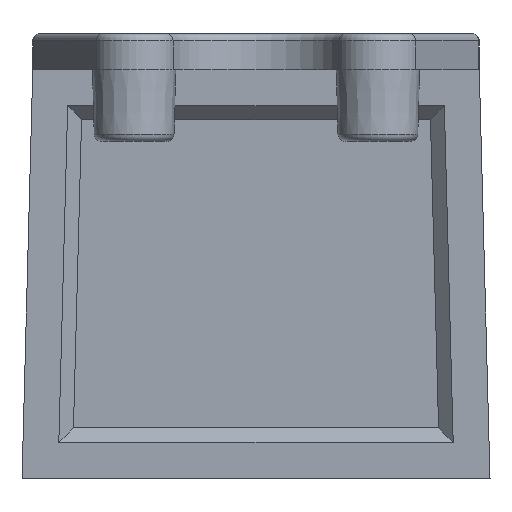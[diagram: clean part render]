
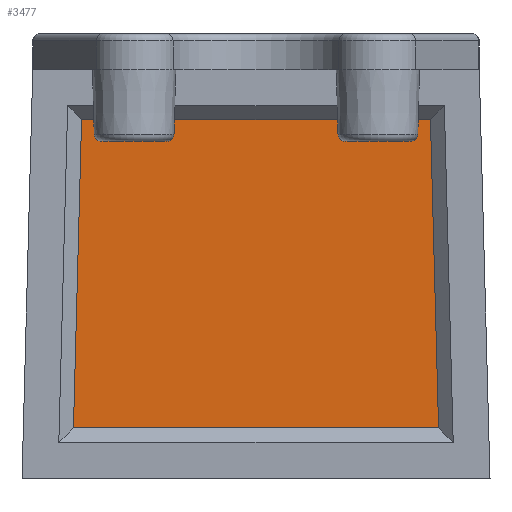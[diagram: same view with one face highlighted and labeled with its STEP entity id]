
A CAD part, front view. The second image highlights one B-rep face of the part: STEP entity #3477.
In plain terms, the highlighted planar face has unit normal (0, -1, -0.026).
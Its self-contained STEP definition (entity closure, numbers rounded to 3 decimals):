
#1403 = PLANE('',#1404);
#1404 = AXIS2_PLACEMENT_3D('',#1405,#1406,#1407);
#1405 = CARTESIAN_POINT('',(-26.262,-0.23,
    -6.003));
#1406 = DIRECTION('',(0.,-0.688,-0.725));
#1407 = DIRECTION('',(-1.,-0.,-0.));
#1457 = PLANE('',#1458);
#1458 = AXIS2_PLACEMENT_3D('',#1459,#1460,#1461);
#1459 = CARTESIAN_POINT('',(25.267,-0.255,
    -5.035));
#1460 = DIRECTION('',(-0.707,-0.706,
    -0.037));
#1461 = DIRECTION('',(-0.026,-0.026,
    0.999));
#1511 = PLANE('',#1512);
#1512 = AXIS2_PLACEMENT_3D('',#1513,#1514,#1515);
#1513 = CARTESIAN_POINT('',(27.498,0.948,-50.981
    ));
#1514 = DIRECTION('',(0.,-0.725,0.688));
#1515 = DIRECTION('',(1.,0.,0.));
#1563 = PLANE('',#1564);
#1564 = AXIS2_PLACEMENT_3D('',#1565,#1566,#1567);
#1565 = CARTESIAN_POINT('',(-26.504,0.974,
    -52.002));
#1566 = DIRECTION('',(0.707,-0.706,-0.037
    ));
#1567 = DIRECTION('',(-0.026,0.026,
    -0.999));
#2553 = VERTEX_POINT('',#2554);
#2554 = CARTESIAN_POINT('',(-24.324,0.791,
    -6.972));
#2577 = VERTEX_POINT('',#2578);
#2578 = CARTESIAN_POINT('',(24.324,0.791,
    -6.972));
#2599 = EDGE_CURVE('',#2553,#2577,#2600,.T.);
#2600 = SURFACE_CURVE('',#2601,(#2605,#2612),.PCURVE_S1.);
#2601 = LINE('',#2602,#2603);
#2602 = CARTESIAN_POINT('',(-26.262,0.791,
    -6.972));
#2603 = VECTOR('',#2604,1.);
#2604 = DIRECTION('',(1.,0.,0.));
#2605 = PCURVE('',#1403,#2606);
#2606 = DEFINITIONAL_REPRESENTATION('',(#2607),#2611);
#2607 = LINE('',#2608,#2609);
#2608 = CARTESIAN_POINT('',(-0.,1.407));
#2609 = VECTOR('',#2610,1.);
#2610 = DIRECTION('',(-1.,0.));
#2611 = ( GEOMETRIC_REPRESENTATION_CONTEXT(2) 
PARAMETRIC_REPRESENTATION_CONTEXT() REPRESENTATION_CONTEXT('2D SPACE',''
  ) );
#2612 = PCURVE('',#2613,#2618);
#2613 = PLANE('',#2614);
#2614 = AXIS2_PLACEMENT_3D('',#2615,#2616,#2617);
#2615 = CARTESIAN_POINT('',(0.,1.361,
    -28.754));
#2616 = DIRECTION('',(0.,1.,
    0.026));
#2617 = DIRECTION('',(0.,-0.026,1.));
#2618 = DEFINITIONAL_REPRESENTATION('',(#2619),#2623);
#2619 = LINE('',#2620,#2621);
#2620 = CARTESIAN_POINT('',(21.79,-26.262));
#2621 = VECTOR('',#2622,1.);
#2622 = DIRECTION('',(0.,1.));
#2623 = ( GEOMETRIC_REPRESENTATION_CONTEXT(2) 
PARAMETRIC_REPRESENTATION_CONTEXT() REPRESENTATION_CONTEXT('2D SPACE',''
  ) );
#2631 = VERTEX_POINT('',#2632);
#2632 = CARTESIAN_POINT('',(25.455,1.916,
    -49.96));
#2653 = EDGE_CURVE('',#2577,#2631,#2654,.T.);
#2654 = SURFACE_CURVE('',#2655,(#2659,#2666),.PCURVE_S1.);
#2655 = LINE('',#2656,#2657);
#2656 = CARTESIAN_POINT('',(24.273,0.74,
    -5.035));
#2657 = VECTOR('',#2658,1.);
#2658 = DIRECTION('',(0.026,0.026,
    -0.999));
#2659 = PCURVE('',#1457,#2660);
#2660 = DEFINITIONAL_REPRESENTATION('',(#2661),#2665);
#2661 = LINE('',#2662,#2663);
#2662 = CARTESIAN_POINT('',(0.,1.407));
#2663 = VECTOR('',#2664,1.);
#2664 = DIRECTION('',(-1.,0.));
#2665 = ( GEOMETRIC_REPRESENTATION_CONTEXT(2) 
PARAMETRIC_REPRESENTATION_CONTEXT() REPRESENTATION_CONTEXT('2D SPACE',''
  ) );
#2666 = PCURVE('',#2613,#2667);
#2667 = DEFINITIONAL_REPRESENTATION('',(#2668),#2672);
#2668 = LINE('',#2669,#2670);
#2669 = CARTESIAN_POINT('',(23.727,24.273));
#2670 = VECTOR('',#2671,1.);
#2671 = DIRECTION('',(-1.,0.026));
#2672 = ( GEOMETRIC_REPRESENTATION_CONTEXT(2) 
PARAMETRIC_REPRESENTATION_CONTEXT() REPRESENTATION_CONTEXT('2D SPACE',''
  ) );
#2680 = VERTEX_POINT('',#2681);
#2681 = CARTESIAN_POINT('',(-25.455,1.916,
    -49.96));
#2702 = EDGE_CURVE('',#2631,#2680,#2703,.T.);
#2703 = SURFACE_CURVE('',#2704,(#2708,#2715),.PCURVE_S1.);
#2704 = LINE('',#2705,#2706);
#2705 = CARTESIAN_POINT('',(27.498,1.916,-49.96)
  );
#2706 = VECTOR('',#2707,1.);
#2707 = DIRECTION('',(-1.,0.,0.));
#2708 = PCURVE('',#1511,#2709);
#2709 = DEFINITIONAL_REPRESENTATION('',(#2710),#2714);
#2710 = LINE('',#2711,#2712);
#2711 = CARTESIAN_POINT('',(-0.,1.407));
#2712 = VECTOR('',#2713,1.);
#2713 = DIRECTION('',(-1.,0.));
#2714 = ( GEOMETRIC_REPRESENTATION_CONTEXT(2) 
PARAMETRIC_REPRESENTATION_CONTEXT() REPRESENTATION_CONTEXT('2D SPACE',''
  ) );
#2715 = PCURVE('',#2613,#2716);
#2716 = DEFINITIONAL_REPRESENTATION('',(#2717),#2721);
#2717 = LINE('',#2718,#2719);
#2718 = CARTESIAN_POINT('',(-21.213,27.498));
#2719 = VECTOR('',#2720,1.);
#2720 = DIRECTION('',(0.,-1.));
#2721 = ( GEOMETRIC_REPRESENTATION_CONTEXT(2) 
PARAMETRIC_REPRESENTATION_CONTEXT() REPRESENTATION_CONTEXT('2D SPACE',''
  ) );
#2729 = EDGE_CURVE('',#2680,#2553,#2730,.T.);
#2730 = SURFACE_CURVE('',#2731,(#2735,#2742),.PCURVE_S1.);
#2731 = LINE('',#2732,#2733);
#2732 = CARTESIAN_POINT('',(-25.509,1.97,
    -52.002));
#2733 = VECTOR('',#2734,1.);
#2734 = DIRECTION('',(0.026,-0.026,
    0.999));
#2735 = PCURVE('',#1563,#2736);
#2736 = DEFINITIONAL_REPRESENTATION('',(#2737),#2741);
#2737 = LINE('',#2738,#2739);
#2738 = CARTESIAN_POINT('',(0.,1.407));
#2739 = VECTOR('',#2740,1.);
#2740 = DIRECTION('',(-1.,0.));
#2741 = ( GEOMETRIC_REPRESENTATION_CONTEXT(2) 
PARAMETRIC_REPRESENTATION_CONTEXT() REPRESENTATION_CONTEXT('2D SPACE',''
  ) );
#2742 = PCURVE('',#2613,#2743);
#2743 = DEFINITIONAL_REPRESENTATION('',(#2744),#2748);
#2744 = LINE('',#2745,#2746);
#2745 = CARTESIAN_POINT('',(-23.256,-25.509));
#2746 = VECTOR('',#2747,1.);
#2747 = DIRECTION('',(1.,0.026));
#2748 = ( GEOMETRIC_REPRESENTATION_CONTEXT(2) 
PARAMETRIC_REPRESENTATION_CONTEXT() REPRESENTATION_CONTEXT('2D SPACE',''
  ) );
#3477 = ADVANCED_FACE('',(#3478),#2613,.F.);
#3478 = FACE_BOUND('',#3479,.F.);
#3479 = EDGE_LOOP('',(#3480,#3481,#3482,#3483));
#3480 = ORIENTED_EDGE('',*,*,#2599,.T.);
#3481 = ORIENTED_EDGE('',*,*,#2653,.T.);
#3482 = ORIENTED_EDGE('',*,*,#2702,.T.);
#3483 = ORIENTED_EDGE('',*,*,#2729,.T.);
